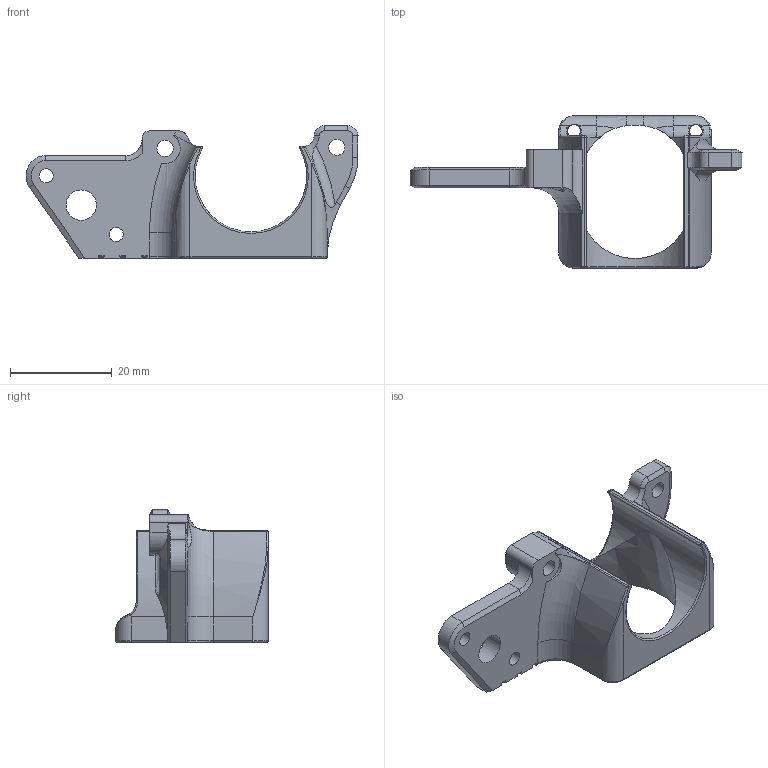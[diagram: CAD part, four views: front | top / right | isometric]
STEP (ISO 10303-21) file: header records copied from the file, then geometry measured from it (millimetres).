
FILE_DESCRIPTION(/* description */ (''),/* implementation_level */ '2;1');
FILE_NAME(/* name */ 'E3DV6_StructuralFanShroud_HD12MGN9_BLT_Volcano.step',/* time_stamp */ '2022-09-17T00:35:14-04:00',/* author */ (''),/* organization */ (''),/* preprocessor_version */ 'ST-DEVELOPER v19',/* originating_system */ 'Autodesk Translation Framework v11.7.0.108',/* authorisation */ '');
FILE_SCHEMA (('AUTOMOTIVE_DESIGN { 1 0 10303 214 3 1 1 }'));
Length unit declared in the file: millimetre
Products named in the file (1): E3DV6_StructuralFanShroud_HD12MGN9_BLT_Volcano
Bounding box: 65.37 x 30 x 26.06 mm (x, y, z)
Volume: 7010.7 mm3; surface area: 5705.3 mm2
Topology: 1 solids, 1 shells, 325 faces, 905 edges, 572 vertices
Faces by surface type: cylinder 183, plane 54, bspline 43, torus 18, cone 17, sphere 10
Full cylindrical faces by diameter (mm): 2.529 x24, 2.8 x2, 3.086 x18, 3.2 x2, 6 x1
Entity records: 18970 total; most frequent: CARTESIAN_POINT 11514, ORIENTED_EDGE 1800, DIRECTION 1182, EDGE_CURVE 900, VERTEX_POINT 572, AXIS2_PLACEMENT_3D 447, B_SPLINE_CURVE_WITH_KNOTS 441, EDGE_LOOP 340
